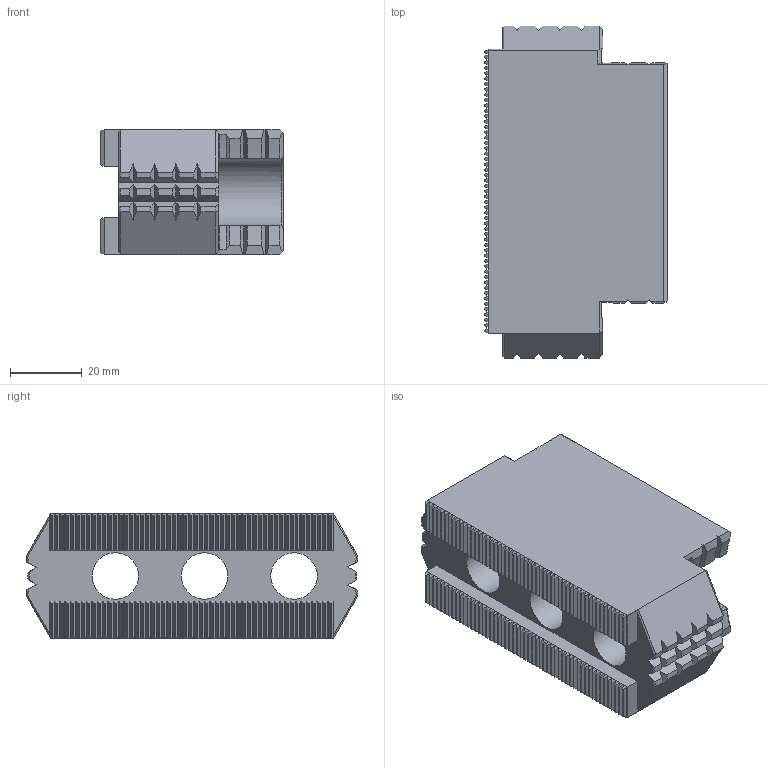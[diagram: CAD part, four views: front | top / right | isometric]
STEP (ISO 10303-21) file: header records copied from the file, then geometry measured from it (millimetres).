
FILE_DESCRIPTION (( 'STEP AP214' ), '1' );
FILE_NAME ('HB08B1-61P383153-1.STEP', '2025-09-03T10:04:16', ( '' ), ( '' ), 'SwSTEP 2.0', 'SolidWorks 2022', '' );
FILE_SCHEMA (( 'AUTOMOTIVE_DESIGN' ));
Length unit declared in the file: millimetre
Products named in the file (1): HB08B1-61P383153-1
Bounding box: 51 x 92.84 x 35 mm (x, y, z)
Volume: 100747 mm3; surface area: 25560.2 mm2
Topology: 1 solids, 1 shells, 630 faces, 1866 edges, 1240 vertices
Faces by surface type: plane 366, cylinder 173, cone 88, torus 3
Full cylindrical faces by diameter (mm): 13 x3, 19 x3
Entity records: 20884 total; most frequent: CARTESIAN_POINT 4992, ORIENTED_EDGE 3690, DIRECTION 2860, EDGE_CURVE 1845, VECTOR 1256, LINE 1256, VERTEX_POINT 1232, AXIS2_PLACEMENT_3D 802
